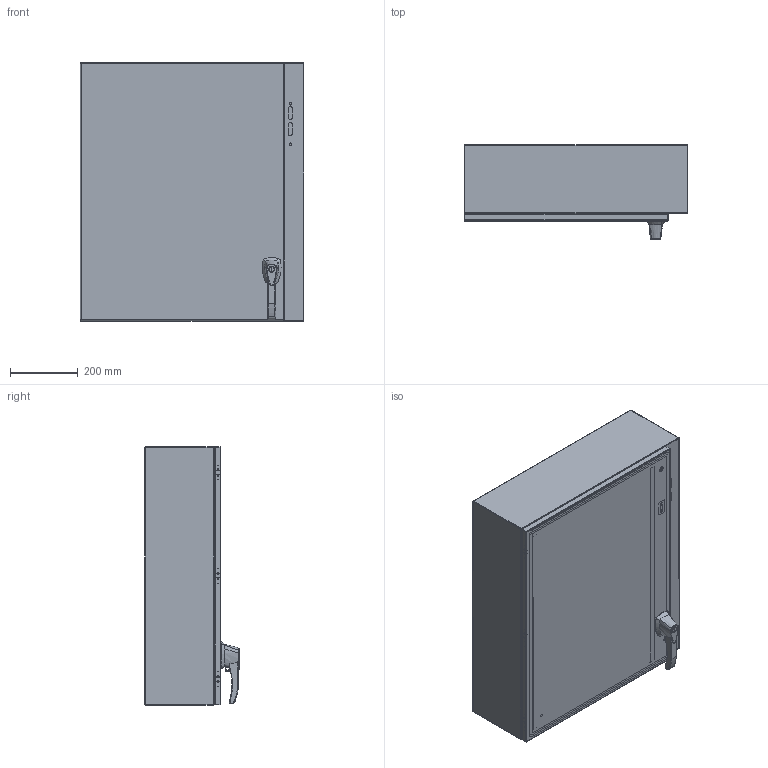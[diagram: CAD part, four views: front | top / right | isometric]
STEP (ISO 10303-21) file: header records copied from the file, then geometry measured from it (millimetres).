
FILE_DESCRIPTION (( 'STEP AP214' ), '1' );
FILE_NAME ('EN4DSC30268GY.STEP', '2019-11-14T14:22:44', ( '' ), ( '' ), 'SwSTEP 2.0', 'SolidWorks 2019', '' );
FILE_SCHEMA (( 'AUTOMOTIVE_DESIGN' ));
Length unit declared in the file: millimetre
Products named in the file (1): EN4DSC30268GY
Bounding box: 660.4 x 278.18 x 762.41 mm (x, y, z)
Volume: 3184997.8 mm3; surface area: 3828188.2 mm2
Topology: 51 solids, 52 shells, 1065 faces, 2531 edges, 1611 vertices
Faces by surface type: plane 573, cylinder 335, bspline 83, torus 34, cone 24, sphere 16
Full cylindrical faces by diameter (mm): 3.967 x2, 4.369 x3, 4.394 x2, 4.47 x4, 4.572 x2, 4.775 x2, 4.976 x1, 5.461 x2, 5.74 x3, 5.893 x1, 5.918 x1, 6.096 x3, 6.35 x11, 6.502 x1, 6.731 x2, 6.858 x4, 7.137 x4, 7.417 x3, 7.937 x4, 7.938 x2, 8.001 x1, 8.128 x1, 8.255 x1, 8.484 x1, 8.89 x1, 9.525 x5, 10.008 x1, 10.109 x9, 10.211 x2, 10.49 x2
Entity records: 67789 total; most frequent: CARTESIAN_POINT 33573, DIRECTION 4648, ORIENTED_EDGE 4606, EDGE_CURVE 2303, AXIS2_PLACEMENT_3D 1664, VERTEX_POINT 1584, EDGE_LOOP 1379, VECTOR 1320
